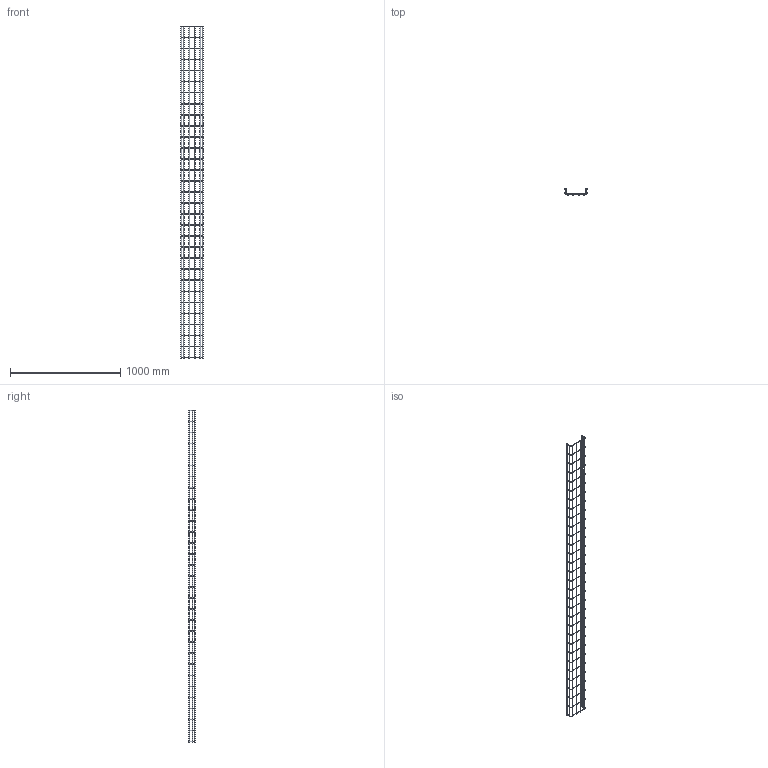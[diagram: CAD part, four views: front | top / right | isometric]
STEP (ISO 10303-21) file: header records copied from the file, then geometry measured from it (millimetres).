
FILE_DESCRIPTION (( 'STEP AP214' ), '1' );
FILE_NAME ('6000917_KSTP1.stp', '2018-08-29T12:32:04', ( '' ), ( '' ), 'SwSTEP 2.0', 'SolidWorks 2016', '' );
FILE_SCHEMA (( 'AUTOMOTIVE_DESIGN' ));
Length unit declared in the file: millimetre
Products named in the file (1): 6000917_KSTP1
Bounding box: 200 x 55 x 3007.9 mm (x, y, z)
Volume: 887932.4 mm3; surface area: 596761.8 mm2
Topology: 1 solids, 1 shells, 404 faces, 1598 edges, 1024 vertices
Faces by surface type: cylinder 202, torus 124, plane 78
Entity records: 31544 total; most frequent: CARTESIAN_POINT 17907, ORIENTED_EDGE 3196, DIRECTION 2564, EDGE_CURVE 1598, AXIS2_PLACEMENT_3D 1057, VERTEX_POINT 1024, EDGE_LOOP 652, CIRCLE 652
